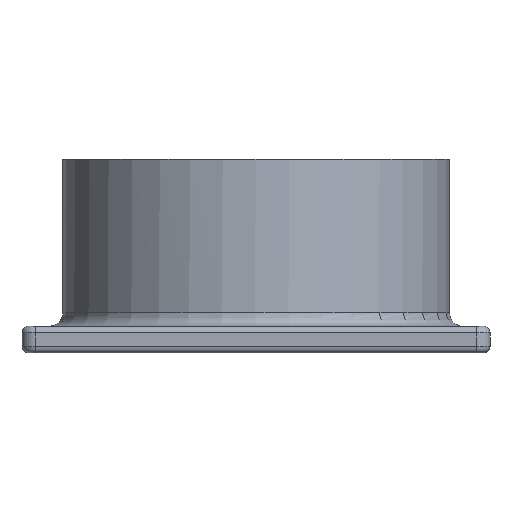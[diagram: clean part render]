
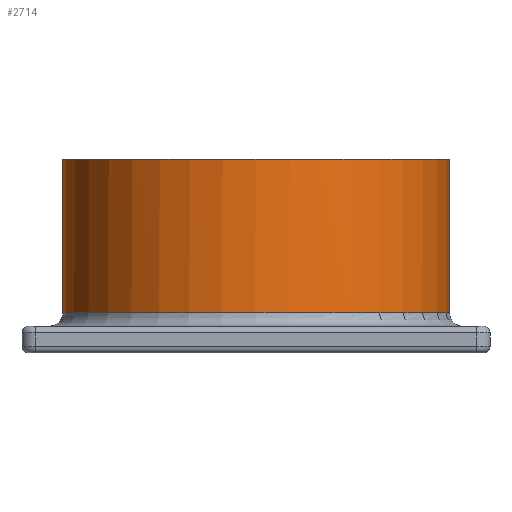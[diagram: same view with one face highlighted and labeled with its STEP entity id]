
A CAD part, front view. The second image highlights one B-rep face of the part: STEP entity #2714.
In plain terms, the highlighted cylindrical face has radius 28.9 mm (diameter 57.8 mm), a partial arc.
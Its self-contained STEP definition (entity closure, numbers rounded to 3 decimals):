
#324 = PLANE('',#325);
#325 = AXIS2_PLACEMENT_3D('',#326,#327,#328);
#326 = CARTESIAN_POINT('',(5.5,40.,4.));
#327 = DIRECTION('',(1.,0.,0.));
#328 = DIRECTION('',(0.,-1.,0.));
#750 = VERTEX_POINT('',#751);
#751 = CARTESIAN_POINT('',(5.5,28.372,29.));
#765 = PLANE('',#766);
#766 = AXIS2_PLACEMENT_3D('',#767,#768,#769);
#767 = CARTESIAN_POINT('',(0.,5.485,29.));
#768 = DIRECTION('',(0.,0.,1.));
#769 = DIRECTION('',(1.,0.,0.));
#777 = EDGE_CURVE('',#778,#750,#780,.T.);
#778 = VERTEX_POINT('',#779);
#779 = CARTESIAN_POINT('',(5.5,28.372,6.));
#780 = SURFACE_CURVE('',#781,(#785,#792),.PCURVE_S1.);
#781 = LINE('',#782,#783);
#782 = CARTESIAN_POINT('',(5.5,28.372,4.));
#783 = VECTOR('',#784,1.);
#784 = DIRECTION('',(0.,0.,1.));
#785 = PCURVE('',#324,#786);
#786 = DEFINITIONAL_REPRESENTATION('',(#787),#791);
#787 = LINE('',#788,#789);
#788 = CARTESIAN_POINT('',(11.628,0.));
#789 = VECTOR('',#790,1.);
#790 = DIRECTION('',(0.,-1.));
#791 = ( GEOMETRIC_REPRESENTATION_CONTEXT(2) 
PARAMETRIC_REPRESENTATION_CONTEXT() REPRESENTATION_CONTEXT('2D SPACE',''
  ) );
#792 = PCURVE('',#793,#798);
#793 = CYLINDRICAL_SURFACE('',#794,28.9);
#794 = AXIS2_PLACEMENT_3D('',#795,#796,#797);
#795 = CARTESIAN_POINT('',(0.,0.,4.));
#796 = DIRECTION('',(-0.,-0.,-1.));
#797 = DIRECTION('',(1.,0.,0.));
#798 = DEFINITIONAL_REPRESENTATION('',(#799),#803);
#799 = LINE('',#800,#801);
#800 = CARTESIAN_POINT('',(-7.663,0.));
#801 = VECTOR('',#802,1.);
#802 = DIRECTION('',(-0.,-1.));
#803 = ( GEOMETRIC_REPRESENTATION_CONTEXT(2) 
PARAMETRIC_REPRESENTATION_CONTEXT() REPRESENTATION_CONTEXT('2D SPACE',''
  ) );
#867 = TOROIDAL_SURFACE('',#868,30.9,2.);
#868 = AXIS2_PLACEMENT_3D('',#869,#870,#871);
#869 = CARTESIAN_POINT('',(0.,0.,6.));
#870 = DIRECTION('',(-0.,-0.,-1.));
#871 = DIRECTION('',(-1.,0.,0.));
#2401 = PLANE('',#2402);
#2402 = AXIS2_PLACEMENT_3D('',#2403,#2404,#2405);
#2403 = CARTESIAN_POINT('',(0.,0.,4.));
#2404 = DIRECTION('',(0.,1.,0.));
#2405 = DIRECTION('',(0.,0.,1.));
#2664 = VERTEX_POINT('',#2665);
#2665 = CARTESIAN_POINT('',(-28.9,0.,6.));
#2693 = EDGE_CURVE('',#2664,#778,#2694,.T.);
#2694 = SURFACE_CURVE('',#2695,(#2700,#2707),.PCURVE_S1.);
#2695 = CIRCLE('',#2696,28.9);
#2696 = AXIS2_PLACEMENT_3D('',#2697,#2698,#2699);
#2697 = CARTESIAN_POINT('',(0.,0.,6.));
#2698 = DIRECTION('',(0.,0.,1.));
#2699 = DIRECTION('',(-1.,0.,0.));
#2700 = PCURVE('',#867,#2701);
#2701 = DEFINITIONAL_REPRESENTATION('',(#2702),#2706);
#2702 = LINE('',#2703,#2704);
#2703 = CARTESIAN_POINT('',(-0.,3.142));
#2704 = VECTOR('',#2705,1.);
#2705 = DIRECTION('',(-1.,0.));
#2706 = ( GEOMETRIC_REPRESENTATION_CONTEXT(2) 
PARAMETRIC_REPRESENTATION_CONTEXT() REPRESENTATION_CONTEXT('2D SPACE',''
  ) );
#2707 = PCURVE('',#793,#2708);
#2708 = DEFINITIONAL_REPRESENTATION('',(#2709),#2713);
#2709 = LINE('',#2710,#2711);
#2710 = CARTESIAN_POINT('',(-3.142,-2.));
#2711 = VECTOR('',#2712,1.);
#2712 = DIRECTION('',(-1.,0.));
#2713 = ( GEOMETRIC_REPRESENTATION_CONTEXT(2) 
PARAMETRIC_REPRESENTATION_CONTEXT() REPRESENTATION_CONTEXT('2D SPACE',''
  ) );
#2714 = ADVANCED_FACE('',(#2715),#793,.T.);
#2715 = FACE_BOUND('',#2716,.F.);
#2716 = EDGE_LOOP('',(#2717,#2740,#2769,#2797,#2819,#2820));
#2717 = ORIENTED_EDGE('',*,*,#2718,.F.);
#2718 = EDGE_CURVE('',#2719,#2664,#2721,.T.);
#2719 = VERTEX_POINT('',#2720);
#2720 = CARTESIAN_POINT('',(-28.9,0.,14.));
#2721 = SURFACE_CURVE('',#2722,(#2726,#2733),.PCURVE_S1.);
#2722 = LINE('',#2723,#2724);
#2723 = CARTESIAN_POINT('',(-28.9,0.,4.));
#2724 = VECTOR('',#2725,1.);
#2725 = DIRECTION('',(-0.,-0.,-1.));
#2726 = PCURVE('',#793,#2727);
#2727 = DEFINITIONAL_REPRESENTATION('',(#2728),#2732);
#2728 = LINE('',#2729,#2730);
#2729 = CARTESIAN_POINT('',(-3.142,0.));
#2730 = VECTOR('',#2731,1.);
#2731 = DIRECTION('',(-0.,1.));
#2732 = ( GEOMETRIC_REPRESENTATION_CONTEXT(2) 
PARAMETRIC_REPRESENTATION_CONTEXT() REPRESENTATION_CONTEXT('2D SPACE',''
  ) );
#2733 = PCURVE('',#2401,#2734);
#2734 = DEFINITIONAL_REPRESENTATION('',(#2735),#2739);
#2735 = LINE('',#2736,#2737);
#2736 = CARTESIAN_POINT('',(0.,-28.9));
#2737 = VECTOR('',#2738,1.);
#2738 = DIRECTION('',(-1.,0.));
#2739 = ( GEOMETRIC_REPRESENTATION_CONTEXT(2) 
PARAMETRIC_REPRESENTATION_CONTEXT() REPRESENTATION_CONTEXT('2D SPACE',''
  ) );
#2740 = ORIENTED_EDGE('',*,*,#2741,.T.);
#2741 = EDGE_CURVE('',#2719,#2742,#2744,.T.);
#2742 = VERTEX_POINT('',#2743);
#2743 = CARTESIAN_POINT('',(-5.5,28.372,14.));
#2744 = SURFACE_CURVE('',#2745,(#2750,#2757),.PCURVE_S1.);
#2745 = CIRCLE('',#2746,28.9);
#2746 = AXIS2_PLACEMENT_3D('',#2747,#2748,#2749);
#2747 = CARTESIAN_POINT('',(0.,0.,14.));
#2748 = DIRECTION('',(0.,0.,-1.));
#2749 = DIRECTION('',(1.,0.,0.));
#2750 = PCURVE('',#793,#2751);
#2751 = DEFINITIONAL_REPRESENTATION('',(#2752),#2756);
#2752 = LINE('',#2753,#2754);
#2753 = CARTESIAN_POINT('',(-6.283,-10.));
#2754 = VECTOR('',#2755,1.);
#2755 = DIRECTION('',(1.,-0.));
#2756 = ( GEOMETRIC_REPRESENTATION_CONTEXT(2) 
PARAMETRIC_REPRESENTATION_CONTEXT() REPRESENTATION_CONTEXT('2D SPACE',''
  ) );
#2757 = PCURVE('',#2758,#2763);
#2758 = PLANE('',#2759);
#2759 = AXIS2_PLACEMENT_3D('',#2760,#2761,#2762);
#2760 = CARTESIAN_POINT('',(0.,0.,14.));
#2761 = DIRECTION('',(0.,0.,-1.));
#2762 = DIRECTION('',(0.,1.,0.));
#2763 = DEFINITIONAL_REPRESENTATION('',(#2764),#2768);
#2764 = CIRCLE('',#2765,28.9);
#2765 = AXIS2_PLACEMENT_2D('',#2766,#2767);
#2766 = CARTESIAN_POINT('',(0.,0.));
#2767 = DIRECTION('',(0.,1.));
#2768 = ( GEOMETRIC_REPRESENTATION_CONTEXT(2) 
PARAMETRIC_REPRESENTATION_CONTEXT() REPRESENTATION_CONTEXT('2D SPACE',''
  ) );
#2769 = ORIENTED_EDGE('',*,*,#2770,.T.);
#2770 = EDGE_CURVE('',#2742,#2771,#2773,.T.);
#2771 = VERTEX_POINT('',#2772);
#2772 = CARTESIAN_POINT('',(-5.5,28.372,29.));
#2773 = SURFACE_CURVE('',#2774,(#2778,#2785),.PCURVE_S1.);
#2774 = LINE('',#2775,#2776);
#2775 = CARTESIAN_POINT('',(-5.5,28.372,4.));
#2776 = VECTOR('',#2777,1.);
#2777 = DIRECTION('',(0.,0.,1.));
#2778 = PCURVE('',#793,#2779);
#2779 = DEFINITIONAL_REPRESENTATION('',(#2780),#2784);
#2780 = LINE('',#2781,#2782);
#2781 = CARTESIAN_POINT('',(-1.762,0.));
#2782 = VECTOR('',#2783,1.);
#2783 = DIRECTION('',(-0.,-1.));
#2784 = ( GEOMETRIC_REPRESENTATION_CONTEXT(2) 
PARAMETRIC_REPRESENTATION_CONTEXT() REPRESENTATION_CONTEXT('2D SPACE',''
  ) );
#2785 = PCURVE('',#2786,#2791);
#2786 = PLANE('',#2787);
#2787 = AXIS2_PLACEMENT_3D('',#2788,#2789,#2790);
#2788 = CARTESIAN_POINT('',(-5.5,28.372,4.));
#2789 = DIRECTION('',(-1.,0.,0.));
#2790 = DIRECTION('',(0.,1.,0.));
#2791 = DEFINITIONAL_REPRESENTATION('',(#2792),#2796);
#2792 = LINE('',#2793,#2794);
#2793 = CARTESIAN_POINT('',(0.,0.));
#2794 = VECTOR('',#2795,1.);
#2795 = DIRECTION('',(0.,-1.));
#2796 = ( GEOMETRIC_REPRESENTATION_CONTEXT(2) 
PARAMETRIC_REPRESENTATION_CONTEXT() REPRESENTATION_CONTEXT('2D SPACE',''
  ) );
#2797 = ORIENTED_EDGE('',*,*,#2798,.T.);
#2798 = EDGE_CURVE('',#2771,#750,#2799,.T.);
#2799 = SURFACE_CURVE('',#2800,(#2805,#2812),.PCURVE_S1.);
#2800 = CIRCLE('',#2801,28.9);
#2801 = AXIS2_PLACEMENT_3D('',#2802,#2803,#2804);
#2802 = CARTESIAN_POINT('',(0.,0.,29.));
#2803 = DIRECTION('',(0.,0.,1.));
#2804 = DIRECTION('',(1.,0.,0.));
#2805 = PCURVE('',#793,#2806);
#2806 = DEFINITIONAL_REPRESENTATION('',(#2807),#2811);
#2807 = LINE('',#2808,#2809);
#2808 = CARTESIAN_POINT('',(-0.,-25.));
#2809 = VECTOR('',#2810,1.);
#2810 = DIRECTION('',(-1.,0.));
#2811 = ( GEOMETRIC_REPRESENTATION_CONTEXT(2) 
PARAMETRIC_REPRESENTATION_CONTEXT() REPRESENTATION_CONTEXT('2D SPACE',''
  ) );
#2812 = PCURVE('',#765,#2813);
#2813 = DEFINITIONAL_REPRESENTATION('',(#2814),#2818);
#2814 = CIRCLE('',#2815,28.9);
#2815 = AXIS2_PLACEMENT_2D('',#2816,#2817);
#2816 = CARTESIAN_POINT('',(0.,-5.485));
#2817 = DIRECTION('',(1.,0.));
#2818 = ( GEOMETRIC_REPRESENTATION_CONTEXT(2) 
PARAMETRIC_REPRESENTATION_CONTEXT() REPRESENTATION_CONTEXT('2D SPACE',''
  ) );
#2819 = ORIENTED_EDGE('',*,*,#777,.F.);
#2820 = ORIENTED_EDGE('',*,*,#2693,.F.);
